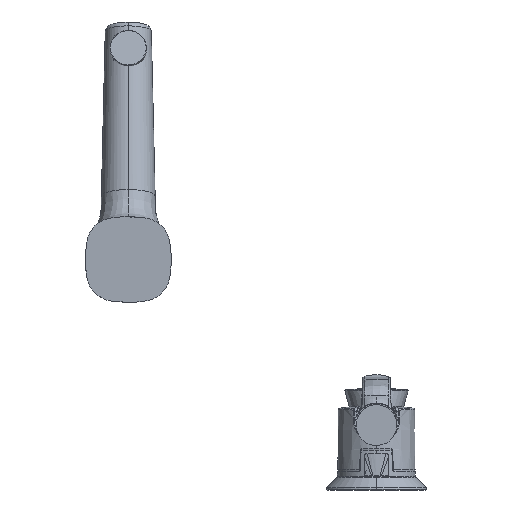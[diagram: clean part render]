
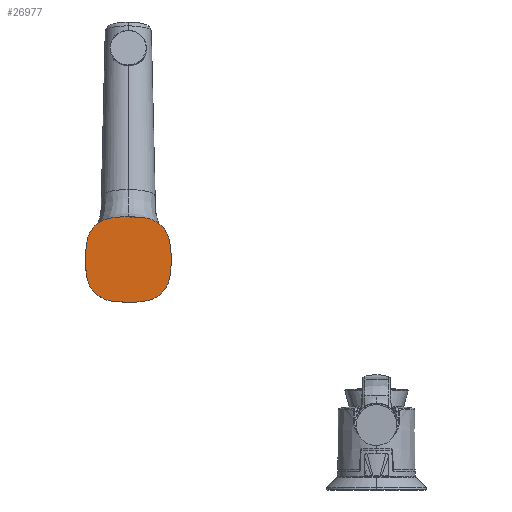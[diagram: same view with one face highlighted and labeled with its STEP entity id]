
A CAD part, front view. The second image highlights one B-rep face of the part: STEP entity #26977.
In plain terms, the highlighted planar face has unit normal (0, -1, 0).
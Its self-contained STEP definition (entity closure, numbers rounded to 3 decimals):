
#125 = CARTESIAN_POINT ( 'NONE',  ( 11.73, 0.104, 23.078 ) ) ;
#230 = CARTESIAN_POINT ( 'NONE',  ( 24.25, 0.104, 0.011 ) ) ;
#328 = CARTESIAN_POINT ( 'NONE',  ( 6.707, 0.104, -23.96 ) ) ;
#1442 = CARTESIAN_POINT ( 'NONE',  ( -13.164, 0.104, -22.652 ) ) ;
#1538 = CARTESIAN_POINT ( 'NONE',  ( -24.249, 0.104, 3.397 ) ) ;
#1627 = PLANE ( 'NONE',  #12181 ) ;
#1647 = CARTESIAN_POINT ( 'NONE',  ( -3.379, 0.104, 24.25 ) ) ;
#1737 = DIRECTION ( 'NONE',  ( 0., -1., 0. ) ) ;
#2167 = CARTESIAN_POINT ( 'NONE',  ( 0., 0.104, 24.25 ) ) ;
#2245 = EDGE_LOOP ( 'NONE', ( #19630, #4699 ) ) ;
#2433 = CARTESIAN_POINT ( 'NONE',  ( 16.271, 0.104, 21.101 ) ) ;
#2531 = CARTESIAN_POINT ( 'NONE',  ( 23.962, 0.104, -6.693 ) ) ;
#2626 = CARTESIAN_POINT ( 'NONE',  ( 0., 0.104, -24.25 ) ) ;
#3749 = CARTESIAN_POINT ( 'NONE',  ( -17.64, 0.104, -20.115 ) ) ;
#3854 = CARTESIAN_POINT ( 'NONE',  ( -23.073, 0.104, 11.751 ) ) ;
#3878 = CARTESIAN_POINT ( 'NONE',  ( 0., 0.104, -24.25 ) ) ;
#4699 = ORIENTED_EDGE ( 'NONE', *, *, #9354, .F. ) ;
#4712 = CARTESIAN_POINT ( 'NONE',  ( 18.868, 0.104, 18.886 ) ) ;
#4812 = CARTESIAN_POINT ( 'NONE',  ( 22.66, 0.104, -13.142 ) ) ;
#5937 = CARTESIAN_POINT ( 'NONE',  ( 0., 0.104, -24.25 ) ) ;
#6033 = CARTESIAN_POINT ( 'NONE',  ( -18.884, 0.104, -18.871 ) ) ;
#6134 = CARTESIAN_POINT ( 'NONE',  ( -21.087, 0.104, 16.292 ) ) ;
#7023 = CARTESIAN_POINT ( 'NONE',  ( 20.111, 0.104, 17.646 ) ) ;
#7127 = CARTESIAN_POINT ( 'NONE',  ( 20.126, 0.104, -17.626 ) ) ;
#8336 = CARTESIAN_POINT ( 'NONE',  ( -21.101, 0.104, -16.271 ) ) ;
#8445 = CARTESIAN_POINT ( 'NONE',  ( -18.868, 0.104, 18.886 ) ) ;
#9333 = CARTESIAN_POINT ( 'NONE',  ( 22.649, 0.104, 13.17 ) ) ;
#9354 = EDGE_CURVE ( 'NONE', #14245, #14006, #14253, .T. ) ;
#9429 = CARTESIAN_POINT ( 'NONE',  ( 18.881, 0.104, -18.873 ) ) ;
#10657 = CARTESIAN_POINT ( 'NONE',  ( -23.078, 0.104, -11.73 ) ) ;
#10757 = CARTESIAN_POINT ( 'NONE',  ( -17.625, 0.104, 20.127 ) ) ;
#11639 = CARTESIAN_POINT ( 'NONE',  ( 23.959, 0.104, 6.717 ) ) ;
#11750 = CARTESIAN_POINT ( 'NONE',  ( 16.287, 0.104, -21.09 ) ) ;
#12181 = AXIS2_PLACEMENT_3D ( 'NONE', #15487, #1737, #17786 ) ;
#12966 = CARTESIAN_POINT ( 'NONE',  ( -24.251, 0.104, -3.373 ) ) ;
#13073 = CARTESIAN_POINT ( 'NONE',  ( -13.142, 0.104, 22.66 ) ) ;
#13947 = CARTESIAN_POINT ( 'NONE',  ( 24.25, 0.104, 0.012 ) ) ;
#14006 = VERTEX_POINT ( 'NONE', #3878 ) ;
#14043 = CARTESIAN_POINT ( 'NONE',  ( 11.746, 0.104, -23.075 ) ) ;
#14245 = VERTEX_POINT ( 'NONE', #2167 ) ;
#14253 = B_SPLINE_CURVE_WITH_KNOTS ( 'NONE', 3,
 ( #27613, #25323, #29558, #125, #16173, #2433, #18500, #4712, #20798, #7023, #23100, #9333, #25427, #11639, #27710, #13947, #230, #16271, #2531, #18594, #4812, #20895, #7127, #23205, #9429, #25523, #11750, #27810, #14043, #328, #16373, #2626 ),
 .UNSPECIFIED., .F., .F.,
 ( 4, 2, 2, 2, 2, 2, 2, 2, 2, 2, 2, 2, 2, 2, 2, 4 ),
 ( 0., 0.123, 0.186, 0.25, 0.25, 0.314, 0.377, 0.5, 0.5, 0.623, 0.686, 0.75, 0.75, 0.814, 0.877, 1. ),
 .UNSPECIFIED. ) ;
#15096 = CARTESIAN_POINT ( 'NONE',  ( -3.385, 0.104, -24.25 ) ) ;
#15194 = CARTESIAN_POINT ( 'NONE',  ( -11.746, 0.104, -23.075 ) ) ;
#15302 = CARTESIAN_POINT ( 'NONE',  ( -24.25, 0.104, 0.012 ) ) ;
#15407 = CARTESIAN_POINT ( 'NONE',  ( -6.696, 0.104, 23.961 ) ) ;
#15487 = CARTESIAN_POINT ( 'NONE',  ( -24.251, 0.104, -24.25 ) ) ;
#15751 = EDGE_CURVE ( 'NONE', #14006, #14245, #19881, .T. ) ;
#15960 = FACE_OUTER_BOUND ( 'NONE', #2245, .T. ) ;
#16173 = CARTESIAN_POINT ( 'NONE',  ( 13.142, 0.104, 22.66 ) ) ;
#16271 = CARTESIAN_POINT ( 'NONE',  ( 24.251, 0.104, -3.373 ) ) ;
#16373 = CARTESIAN_POINT ( 'NONE',  ( 3.385, 0.104, -24.25 ) ) ;
#17491 = CARTESIAN_POINT ( 'NONE',  ( -16.287, 0.104, -21.09 ) ) ;
#17591 = CARTESIAN_POINT ( 'NONE',  ( -23.959, 0.104, 6.717 ) ) ;
#17697 = CARTESIAN_POINT ( 'NONE',  ( 0., 0.104, 24.25 ) ) ;
#17786 = DIRECTION ( 'NONE',  ( 0., 0., 1. ) ) ;
#18500 = CARTESIAN_POINT ( 'NONE',  ( 17.625, 0.104, 20.127 ) ) ;
#18594 = CARTESIAN_POINT ( 'NONE',  ( 23.078, 0.104, -11.73 ) ) ;
#19630 = ORIENTED_EDGE ( 'NONE', *, *, #15751, .F. ) ;
#19815 = CARTESIAN_POINT ( 'NONE',  ( -18.881, 0.104, -18.873 ) ) ;
#19881 = B_SPLINE_CURVE_WITH_KNOTS ( 'NONE', 3,
 ( #5937, #15096, #28947, #15194, #1442, #17491, #3749, #19815, #6033, #22113, #8336, #24432, #10657, #26730, #12966, #29054, #15302, #1538, #17591, #3854, #19914, #6134, #22216, #8445, #24530, #10757, #26833, #13073, #29159, #15407, #1647, #17697 ),
 .UNSPECIFIED., .F., .F.,
 ( 4, 2, 2, 2, 2, 2, 2, 2, 2, 2, 2, 2, 2, 2, 2, 4 ),
 ( 0., 0.123, 0.186, 0.25, 0.25, 0.314, 0.377, 0.5, 0.5, 0.623, 0.686, 0.75, 0.75, 0.814, 0.877, 1. ),
 .UNSPECIFIED. ) ;
#19914 = CARTESIAN_POINT ( 'NONE',  ( -22.649, 0.104, 13.17 ) ) ;
#20798 = CARTESIAN_POINT ( 'NONE',  ( 18.868, 0.104, 18.886 ) ) ;
#20895 = CARTESIAN_POINT ( 'NONE',  ( 21.101, 0.104, -16.271 ) ) ;
#22113 = CARTESIAN_POINT ( 'NONE',  ( -20.126, 0.104, -17.626 ) ) ;
#22216 = CARTESIAN_POINT ( 'NONE',  ( -20.111, 0.104, 17.646 ) ) ;
#23100 = CARTESIAN_POINT ( 'NONE',  ( 21.087, 0.104, 16.292 ) ) ;
#23205 = CARTESIAN_POINT ( 'NONE',  ( 18.884, 0.104, -18.871 ) ) ;
#24432 = CARTESIAN_POINT ( 'NONE',  ( -22.66, 0.104, -13.142 ) ) ;
#24530 = CARTESIAN_POINT ( 'NONE',  ( -18.868, 0.104, 18.886 ) ) ;
#25323 = CARTESIAN_POINT ( 'NONE',  ( 3.379, 0.104, 24.25 ) ) ;
#25427 = CARTESIAN_POINT ( 'NONE',  ( 23.073, 0.104, 11.751 ) ) ;
#25523 = CARTESIAN_POINT ( 'NONE',  ( 17.64, 0.104, -20.115 ) ) ;
#26730 = CARTESIAN_POINT ( 'NONE',  ( -23.962, 0.104, -6.693 ) ) ;
#26833 = CARTESIAN_POINT ( 'NONE',  ( -16.271, 0.104, 21.101 ) ) ;
#26977 = ADVANCED_FACE ( 'NONE', ( #15960 ), #1627, .T. ) ;
#27613 = CARTESIAN_POINT ( 'NONE',  ( 0., 0.104, 24.25 ) ) ;
#27710 = CARTESIAN_POINT ( 'NONE',  ( 24.249, 0.104, 3.397 ) ) ;
#27810 = CARTESIAN_POINT ( 'NONE',  ( 13.164, 0.104, -22.652 ) ) ;
#28947 = CARTESIAN_POINT ( 'NONE',  ( -6.707, 0.104, -23.96 ) ) ;
#29054 = CARTESIAN_POINT ( 'NONE',  ( -24.25, 0.104, 0.011 ) ) ;
#29159 = CARTESIAN_POINT ( 'NONE',  ( -11.73, 0.104, 23.078 ) ) ;
#29558 = CARTESIAN_POINT ( 'NONE',  ( 6.696, 0.104, 23.961 ) ) ;
